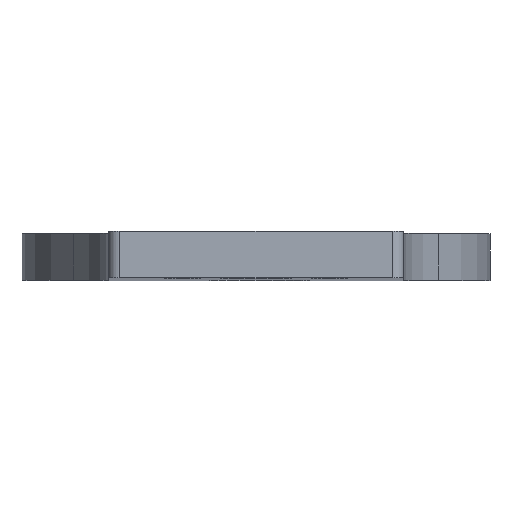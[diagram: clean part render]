
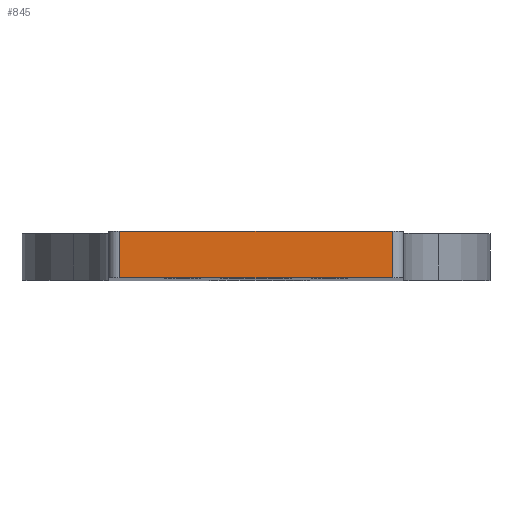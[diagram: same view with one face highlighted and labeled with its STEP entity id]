
A CAD part, top view. The second image highlights one B-rep face of the part: STEP entity #845.
In plain terms, the highlighted planar face has unit normal (0, 0, 1).
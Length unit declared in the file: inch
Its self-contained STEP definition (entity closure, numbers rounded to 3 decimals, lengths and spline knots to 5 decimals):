
#10 = EDGE_CURVE ( 'NONE', #1309, #624, #1084, .T. ) ;
#20 = CARTESIAN_POINT ( 'NONE',  ( 0.72835, 0.25, 8. ) ) ;
#38 = CARTESIAN_POINT ( 'NONE',  ( -0.72835, 0., 8. ) ) ;
#88 = VECTOR ( 'NONE', #1046, 39.37008 ) ;
#98 = ORIENTED_EDGE ( 'NONE', *, *, #642, .T. ) ;
#99 = ORIENTED_EDGE ( 'NONE', *, *, #836, .T. ) ;
#104 = AXIS2_PLACEMENT_3D ( 'NONE', #110, #1238, #1077 ) ;
#110 = CARTESIAN_POINT ( 'NONE',  ( -0.7874, 0.25, 8. ) ) ;
#116 = PLANE ( 'NONE',  #104 ) ;
#342 = ORIENTED_EDGE ( 'NONE', *, *, #1095, .T. ) ;
#395 = VECTOR ( 'NONE', #589, 39.37008 ) ;
#415 = CARTESIAN_POINT ( 'NONE',  ( -0.72835, 0.25, 8. ) ) ;
#421 = ORIENTED_EDGE ( 'NONE', *, *, #10, .F. ) ;
#433 = LINE ( 'NONE', #20, #1537 ) ;
#546 = VERTEX_POINT ( 'NONE', #1460 ) ;
#589 = DIRECTION ( 'NONE',  ( 1., 0., 0. ) ) ;
#609 = CARTESIAN_POINT ( 'NONE',  ( -0.7874, 0.25, 8. ) ) ;
#624 = VERTEX_POINT ( 'NONE', #1139 ) ;
#637 = EDGE_LOOP ( 'NONE', ( #98, #342, #421, #99 ) ) ;
#642 = EDGE_CURVE ( 'NONE', #1227, #546, #1253, .T. ) ;
#675 = VECTOR ( 'NONE', #1458, 39.37008 ) ;
#836 = EDGE_CURVE ( 'NONE', #1309, #1227, #1388, .T. ) ;
#845 = ADVANCED_FACE ( 'NONE', ( #1277 ), #116, .F. ) ;
#908 = DIRECTION ( 'NONE',  ( 0., 1., 0. ) ) ;
#1046 = DIRECTION ( 'NONE',  ( 1., 0., 0. ) ) ;
#1077 = DIRECTION ( 'NONE',  ( -1., 0., 0. ) ) ;
#1079 = CARTESIAN_POINT ( 'NONE',  ( -0.7874, 0., 8. ) ) ;
#1084 = LINE ( 'NONE', #609, #395 ) ;
#1095 = EDGE_CURVE ( 'NONE', #546, #624, #433, .T. ) ;
#1139 = CARTESIAN_POINT ( 'NONE',  ( 0.72835, 0.25, 8. ) ) ;
#1227 = VERTEX_POINT ( 'NONE', #38 ) ;
#1238 = DIRECTION ( 'NONE',  ( 0., 0., -1. ) ) ;
#1253 = LINE ( 'NONE', #1079, #88 ) ;
#1277 = FACE_OUTER_BOUND ( 'NONE', #637, .T. ) ;
#1309 = VERTEX_POINT ( 'NONE', #1392 ) ;
#1388 = LINE ( 'NONE', #415, #675 ) ;
#1392 = CARTESIAN_POINT ( 'NONE',  ( -0.72835, 0.25, 8. ) ) ;
#1458 = DIRECTION ( 'NONE',  ( 0., -1., 0. ) ) ;
#1460 = CARTESIAN_POINT ( 'NONE',  ( 0.72835, 0., 8. ) ) ;
#1537 = VECTOR ( 'NONE', #908, 39.37008 ) ;
